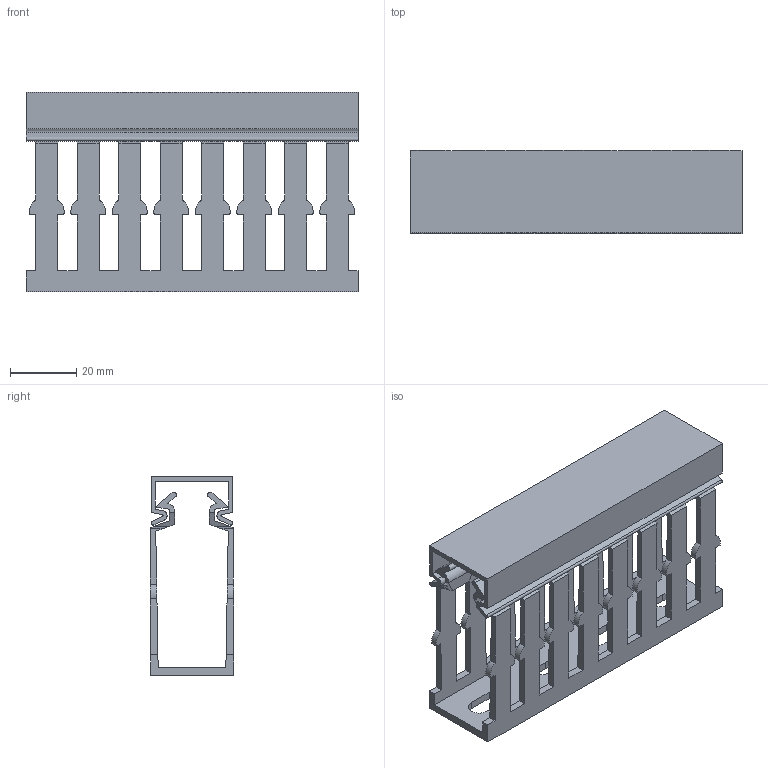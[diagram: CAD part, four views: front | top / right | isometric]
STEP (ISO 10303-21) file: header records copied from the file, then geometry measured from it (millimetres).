
FILE_DESCRIPTION((''),'2;1');
FILE_NAME('BA7A600250_ASM','2022-04-04T08:14:11',('buserr'),(''),'CREO PARAMETRIC BY PTC INC, 2021184','CREO PARAMETRIC BY PTC INC, 2021184','');
FILE_SCHEMA(('AUTOMOTIVE_DESIGN { 1 0 10303 214 1 1 1 1 }'));
Length unit declared in the file: millimetre
Products named in the file (3): PROXY_BA7A600251; PROXY_BA7A252-2; BA7A600250_ASM
Assembly tree (2 placements, depth 2):
  BA7A600250_ASM
    PROXY_BA7A600251
    PROXY_BA7A252-2
Bounding box: 100 x 25 x 60 mm (x, y, z)
Volume: 27325.8 mm3; surface area: 36767.5 mm2
Topology: 2 solids, 2 shells, 448 faces, 1358 edges, 914 vertices
Faces by surface type: plane 322, cylinder 126
Entity records: 16801 total; most frequent: CARTESIAN_POINT 3053, ORIENTED_EDGE 2696, DIRECTION 2441, EDGE_CURVE 1348, VECTOR 1074, LINE 1074, VERTEX_POINT 904, AXIS2_PLACEMENT_3D 679
